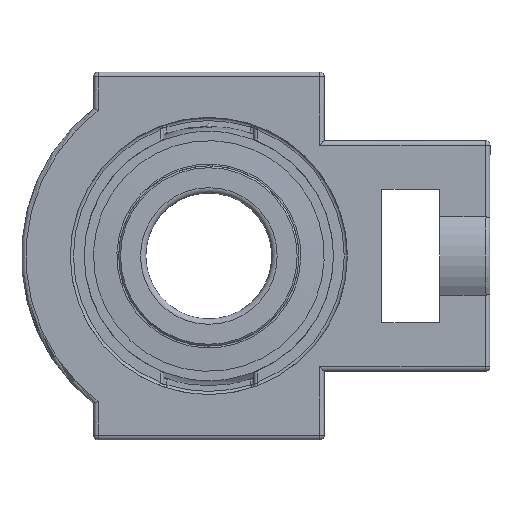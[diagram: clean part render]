
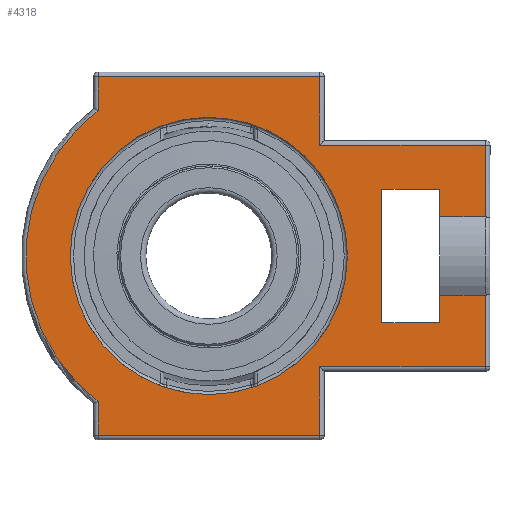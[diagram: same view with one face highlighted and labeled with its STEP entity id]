
A CAD part, left-side view. The second image highlights one B-rep face of the part: STEP entity #4318.
In plain terms, the highlighted face is planar.
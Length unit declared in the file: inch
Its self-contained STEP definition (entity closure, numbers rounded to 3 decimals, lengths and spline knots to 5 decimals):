
#975=VECTOR('',#5050,1.);
#1009=VECTOR('',#5201,1.);
#1010=VECTOR('',#5204,1.);
#1013=VECTOR('',#5214,1.);
#1014=VECTOR('',#5219,1.);
#1016=VECTOR('',#5228,1.);
#1021=VECTOR('',#5239,1.);
#1025=VECTOR('',#5249,1.);
#1028=VECTOR('',#5258,1.);
#1033=VECTOR('',#5269,1.);
#1040=VECTOR('',#5283,1.);
#1041=VECTOR('',#5284,1.);
#1042=VECTOR('',#5285,1.);
#1043=VECTOR('',#5286,1.);
#1044=VECTOR('',#5287,1.);
#1045=VECTOR('',#5288,1.);
#1207=LINE('',#6460,#975);
#1241=LINE('',#6655,#1009);
#1242=LINE('',#6672,#1010);
#1245=LINE('',#6680,#1013);
#1246=LINE('',#6684,#1014);
#1248=LINE('',#6706,#1016);
#1253=LINE('',#6716,#1021);
#1257=LINE('',#6725,#1025);
#1260=LINE('',#6733,#1028);
#1265=LINE('',#6760,#1033);
#1272=LINE('',#6793,#1040);
#1273=LINE('',#6795,#1041);
#1274=LINE('',#6797,#1042);
#1275=LINE('',#6799,#1043);
#1276=LINE('',#6801,#1044);
#1277=LINE('',#6804,#1045);
#1524=PLANE('',#4647);
#1623=VERTEX_POINT('',#6425);
#1626=VERTEX_POINT('',#6434);
#1628=VERTEX_POINT('',#6439);
#1632=VERTEX_POINT('',#6448);
#1634=VERTEX_POINT('',#6453);
#1637=VERTEX_POINT('',#6461);
#1638=VERTEX_POINT('',#6465);
#1641=VERTEX_POINT('',#6472);
#1683=VERTEX_POINT('',#6656);
#1685=VERTEX_POINT('',#6681);
#1686=VERTEX_POINT('',#6685);
#1694=VERTEX_POINT('',#6734);
#1699=VERTEX_POINT('',#6761);
#1706=VERTEX_POINT('',#6794);
#1707=VERTEX_POINT('',#6796);
#1708=VERTEX_POINT('',#6798);
#1709=VERTEX_POINT('',#6800);
#1710=VERTEX_POINT('',#6802);
#1711=VERTEX_POINT('',#6803);
#1964=CIRCLE('',#4540,1.51381);
#2015=CIRCLE('',#4644,1.99724);
#2181=EDGE_CURVE('',#1623,#1623,#1964,.T.);
#2195=EDGE_CURVE('',#1634,#1637,#1207,.T.);
#2266=EDGE_CURVE('',#1641,#1683,#1241,.T.);
#2268=EDGE_CURVE('',#1637,#1641,#1242,.T.);
#2273=EDGE_CURVE('',#1638,#1685,#1245,.T.);
#2275=EDGE_CURVE('',#1686,#1638,#1246,.T.);
#2280=EDGE_CURVE('',#1685,#1632,#1248,.T.);
#2286=EDGE_CURVE('',#1628,#1634,#1253,.T.);
#2291=EDGE_CURVE('',#1632,#1626,#1257,.T.);
#2295=EDGE_CURVE('',#1694,#1628,#1260,.T.);
#2302=EDGE_CURVE('',#1626,#1699,#1265,.T.);
#2304=EDGE_CURVE('',#1699,#1694,#2015,.T.);
#2313=EDGE_CURVE('',#1686,#1706,#1272,.T.);
#2314=EDGE_CURVE('',#1707,#1706,#1273,.T.);
#2315=EDGE_CURVE('',#1708,#1707,#1274,.T.);
#2316=EDGE_CURVE('',#1709,#1708,#1275,.T.);
#2317=EDGE_CURVE('',#1710,#1709,#1276,.T.);
#2318=EDGE_CURVE('',#1711,#1710,#1273,.T.);
#2319=EDGE_CURVE('',#1711,#1683,#1277,.T.);
#2980=ORIENTED_EDGE('',*,*,#2266,.F.);
#2981=ORIENTED_EDGE('',*,*,#2268,.F.);
#2982=ORIENTED_EDGE('',*,*,#2195,.F.);
#2983=ORIENTED_EDGE('',*,*,#2286,.F.);
#2984=ORIENTED_EDGE('',*,*,#2295,.F.);
#2985=ORIENTED_EDGE('',*,*,#2304,.F.);
#2986=ORIENTED_EDGE('',*,*,#2302,.F.);
#2987=ORIENTED_EDGE('',*,*,#2291,.F.);
#2988=ORIENTED_EDGE('',*,*,#2280,.F.);
#2989=ORIENTED_EDGE('',*,*,#2273,.F.);
#2990=ORIENTED_EDGE('',*,*,#2275,.F.);
#2991=ORIENTED_EDGE('',*,*,#2313,.T.);
#2992=ORIENTED_EDGE('',*,*,#2314,.F.);
#2993=ORIENTED_EDGE('',*,*,#2315,.F.);
#2994=ORIENTED_EDGE('',*,*,#2316,.F.);
#2995=ORIENTED_EDGE('',*,*,#2317,.F.);
#2996=ORIENTED_EDGE('',*,*,#2318,.F.);
#2997=ORIENTED_EDGE('',*,*,#2319,.T.);
#2998=ORIENTED_EDGE('',*,*,#2181,.T.);
#3771=EDGE_LOOP('',(#2980,#2981,#2982,#2983,#2984,#2985,#2986,#2987,#2988,
#2989,#2990,#2991,#2992,#2993,#2994,#2995,#2996,#2997));
#3772=EDGE_LOOP('',(#2998));
#4044=FACE_BOUND('',#3771,.T.);
#4045=FACE_BOUND('',#3772,.T.);
#4318=ADVANCED_FACE('',(#4044,#4045),#1524,.T.);
#4540=AXIS2_PLACEMENT_3D('',#6424,#5010,#5011);
#4644=AXIS2_PLACEMENT_3D('',#6777,#5271,#5272);
#4647=AXIS2_PLACEMENT_3D('',#6792,#5282,$);
#5010=DIRECTION('',(0.,0.,-1.));
#5011=DIRECTION('',(0.,1.514,0.));
#5050=DIRECTION('',(-1.,0.,0.));
#5201=DIRECTION('',(-1.,0.,0.));
#5204=DIRECTION('',(0.,-1.,0.));
#5214=DIRECTION('',(0.,1.,0.));
#5219=DIRECTION('',(-1.,0.,0.));
#5228=DIRECTION('',(-1.,0.,0.));
#5239=DIRECTION('',(0.,-1.,0.));
#5249=DIRECTION('',(0.,1.,0.));
#5258=DIRECTION('',(1.,0.,0.));
#5269=DIRECTION('',(1.,0.,0.));
#5271=DIRECTION('',(0.,0.,-1.));
#5272=DIRECTION('',(0.,1.997,0.));
#5282=DIRECTION('',(0.,0.,1.));
#5283=DIRECTION('',(0.,1.,0.));
#5284=DIRECTION('',(1.,0.,0.));
#5285=DIRECTION('',(0.,-1.,0.));
#5286=DIRECTION('',(-1.,0.,0.));
#5287=DIRECTION('',(0.,1.,0.));
#5288=DIRECTION('',(0.,-1.,0.));
#6424=CARTESIAN_POINT('',(0.,0.,0.59055));
#6425=CARTESIAN_POINT('',(0.,-1.51381,0.59055));
#6434=CARTESIAN_POINT('',(-1.95787,1.20984,0.59055));
#6439=CARTESIAN_POINT('',(1.95787,1.20984,0.59055));
#6448=CARTESIAN_POINT('',(-1.95787,-1.20984,0.59055));
#6453=CARTESIAN_POINT('',(1.95787,-1.20984,0.59055));
#6460=CARTESIAN_POINT('',(0.39954,-1.20984,0.59055));
#6461=CARTESIAN_POINT('',(1.20984,-1.20984,0.59055));
#6465=CARTESIAN_POINT('',(-1.20984,-3.02087,0.59055));
#6472=CARTESIAN_POINT('',(1.20984,-3.02087,0.59055));
#6655=CARTESIAN_POINT('',(-0.73235,-3.02087,0.59055));
#6656=CARTESIAN_POINT('',(0.42631,-3.02087,0.59055));
#6672=CARTESIAN_POINT('',(1.20984,-1.43829,0.59055));
#6680=CARTESIAN_POINT('',(-1.20984,-1.43829,0.59055));
#6681=CARTESIAN_POINT('',(-1.20984,-1.20984,0.59055));
#6684=CARTESIAN_POINT('',(-0.73235,-3.02087,0.59055));
#6685=CARTESIAN_POINT('',(-0.42631,-3.02087,0.59055));
#6706=CARTESIAN_POINT('',(-1.23432,-1.20984,0.59055));
#6716=CARTESIAN_POINT('',(1.95787,-0.35561,0.59055));
#6725=CARTESIAN_POINT('',(-1.95787,-0.35561,0.59055));
#6733=CARTESIAN_POINT('',(0.488,1.20984,0.59055));
#6734=CARTESIAN_POINT('',(1.58911,1.20984,0.59055));
#6760=CARTESIAN_POINT('',(-1.32278,1.20984,0.59055));
#6761=CARTESIAN_POINT('',(-1.58911,1.20984,0.59055));
#6777=CARTESIAN_POINT('',(0.,0.,0.59055));
#6792=CARTESIAN_POINT('',(-0.83477,-0.71122,0.59055));
#6793=CARTESIAN_POINT('',(-0.42631,-2.79528,0.59055));
#6794=CARTESIAN_POINT('',(-0.42631,-2.51969,0.59055));
#6795=CARTESIAN_POINT('',(-0.72835,-2.51969,0.59055));
#6796=CARTESIAN_POINT('',(-0.72835,-2.51969,0.59055));
#6797=CARTESIAN_POINT('',(-0.72835,-1.88976,0.59055));
#6798=CARTESIAN_POINT('',(-0.72835,-1.88976,0.59055));
#6799=CARTESIAN_POINT('',(0.,-1.88976,0.59055));
#6800=CARTESIAN_POINT('',(0.72835,-1.88976,0.59055));
#6801=CARTESIAN_POINT('',(0.72835,-1.88976,0.59055));
#6802=CARTESIAN_POINT('',(0.72835,-2.51969,0.59055));
#6803=CARTESIAN_POINT('',(0.42631,-2.51969,0.59055));
#6804=CARTESIAN_POINT('',(0.42631,-2.79528,0.59055));
